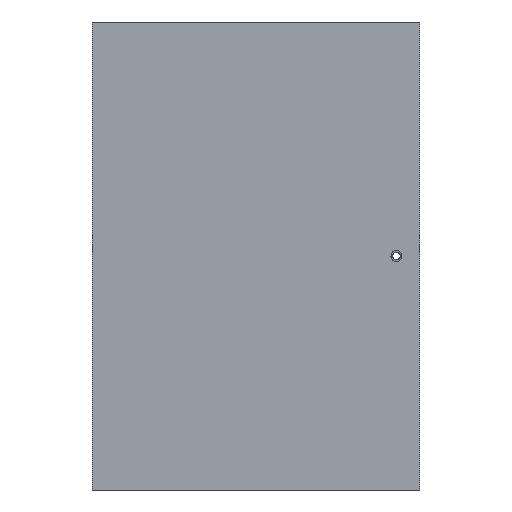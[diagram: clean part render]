
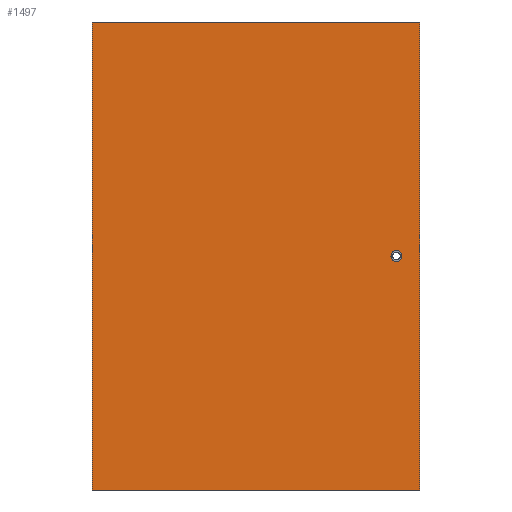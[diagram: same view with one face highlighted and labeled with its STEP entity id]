
A CAD part, left-side view. The second image highlights one B-rep face of the part: STEP entity #1497.
In plain terms, the highlighted planar face has unit normal (-1, 0, 0).
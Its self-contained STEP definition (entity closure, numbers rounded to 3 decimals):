
#26 = EDGE_CURVE ( 'NONE', #225, #235, #1216, .T. ) ;
#30 = EDGE_CURVE ( 'NONE', #371, #235, #1221, .T. ) ;
#31 = EDGE_CURVE ( 'NONE', #243, #371, #1223, .T. ) ;
#61 = EDGE_LOOP ( 'NONE', ( #866 ) ) ;
#68 = EDGE_LOOP ( 'NONE', ( #865, #864, #863, #862 ) ) ;
#187 = AXIS2_PLACEMENT_3D ( 'NONE', #1380, #1388, #1389 ) ;
#209 = AXIS2_PLACEMENT_3D ( 'NONE', #649, #650, #651 ) ;
#225 = VERTEX_POINT ( 'NONE', #678 ) ;
#235 = VERTEX_POINT ( 'NONE', #682 ) ;
#243 = VERTEX_POINT ( 'NONE', #1765 ) ;
#371 = VERTEX_POINT ( 'NONE', #1550 ) ;
#509 = CARTESIAN_POINT ( 'NONE',  ( 0., 11.5, -149. ) ) ;
#554 = EDGE_CURVE ( 'NONE', #785, #785, #1013, .T. ) ;
#649 = CARTESIAN_POINT ( 'NONE',  ( 0., 15., -149. ) ) ;
#650 = DIRECTION ( 'NONE',  ( -1., 0., 0. ) ) ;
#651 = DIRECTION ( 'NONE',  ( 0., -1., 0. ) ) ;
#678 = CARTESIAN_POINT ( 'NONE',  ( 0., 210., -299. ) ) ;
#682 = CARTESIAN_POINT ( 'NONE',  ( 0., 0., -299. ) ) ;
#785 = VERTEX_POINT ( 'NONE', #509 ) ;
#862 = ORIENTED_EDGE ( 'NONE', *, *, #31, .F. ) ;
#863 = ORIENTED_EDGE ( 'NONE', *, *, #30, .F. ) ;
#864 = ORIENTED_EDGE ( 'NONE', *, *, #26, .T. ) ;
#865 = ORIENTED_EDGE ( 'NONE', *, *, #1196, .T. ) ;
#866 = ORIENTED_EDGE ( 'NONE', *, *, #554, .F. ) ;
#1013 = CIRCLE ( 'NONE', #209, 3.5 ) ;
#1091 = LINE ( 'NONE', #1723, #1093 ) ;
#1093 = VECTOR ( 'NONE', #1724, 1000. ) ;
#1121 = FACE_BOUND ( 'NONE', #61, .T. ) ;
#1124 = FACE_OUTER_BOUND ( 'NONE', #68, .T. ) ;
#1145 = DIRECTION ( 'NONE',  ( 0., -1., 0. ) ) ;
#1148 = CARTESIAN_POINT ( 'NONE',  ( 0., 0., 1. ) ) ;
#1149 = CARTESIAN_POINT ( 'NONE',  ( 0., 210., 1. ) ) ;
#1152 = DIRECTION ( 'NONE',  ( 0., -1., 0. ) ) ;
#1154 = CARTESIAN_POINT ( 'NONE',  ( 0., 210., -299. ) ) ;
#1155 = DIRECTION ( 'NONE',  ( 0., 0., -1. ) ) ;
#1196 = EDGE_CURVE ( 'NONE', #243, #225, #1091, .T. ) ;
#1216 = LINE ( 'NONE', #1154, #1217 ) ;
#1217 = VECTOR ( 'NONE', #1145, 1000. ) ;
#1221 = LINE ( 'NONE', #1148, #1225 ) ;
#1223 = LINE ( 'NONE', #1149, #1227 ) ;
#1225 = VECTOR ( 'NONE', #1155, 1000. ) ;
#1227 = VECTOR ( 'NONE', #1152, 1000. ) ;
#1380 = CARTESIAN_POINT ( 'NONE',  ( 0., 210., 1. ) ) ;
#1386 = PLANE ( 'NONE',  #187 ) ;
#1388 = DIRECTION ( 'NONE',  ( 1., 0., 0. ) ) ;
#1389 = DIRECTION ( 'NONE',  ( 0., 1., 0. ) ) ;
#1497 = ADVANCED_FACE ( 'NONE', ( #1121, #1124 ), #1386, .F. ) ;
#1550 = CARTESIAN_POINT ( 'NONE',  ( 0., 0., 1. ) ) ;
#1723 = CARTESIAN_POINT ( 'NONE',  ( 0., 210., 1. ) ) ;
#1724 = DIRECTION ( 'NONE',  ( 0., 0., -1. ) ) ;
#1765 = CARTESIAN_POINT ( 'NONE',  ( 0., 210., 1. ) ) ;
